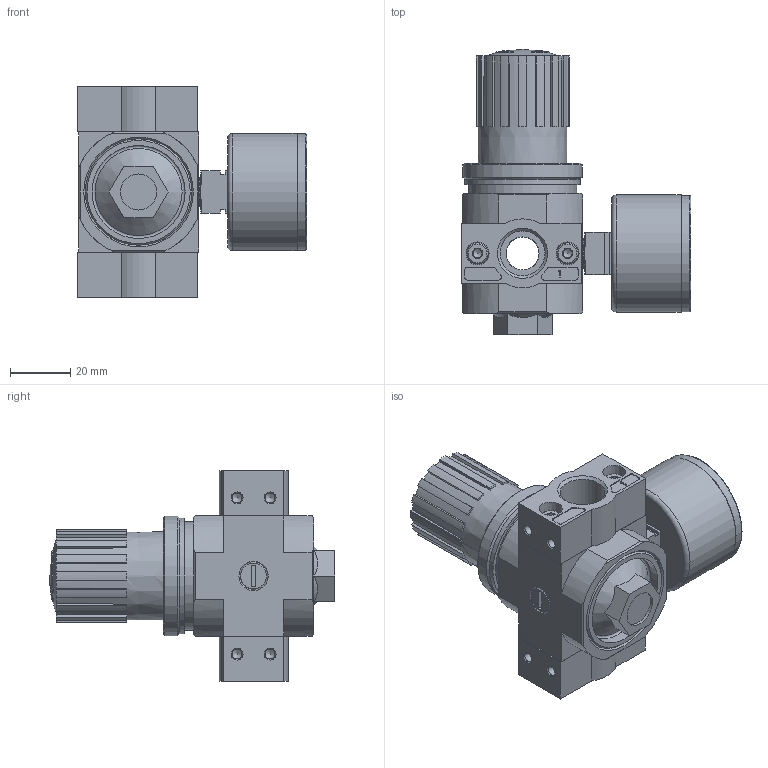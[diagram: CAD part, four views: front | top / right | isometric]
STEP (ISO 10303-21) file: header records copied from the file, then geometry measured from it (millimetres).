
FILE_DESCRIPTION(/* description */ ('STEP AP214'),/* implementation_level */ '2;1');
FILE_NAME(/* name */ '192303_LR-3_8-D-7-I-MINI',/* time_stamp */ '2024-09-04T21:24:32+02:00',/* author */ ('License CC BY-ND 4.0'),/* organization */ ('CADENAS'),/* preprocessor_version */ 'ST-DEVELOPER v19.3',/* originating_system */ 'PARTsolutions',/* authorisation */ ' ');
FILE_SCHEMA (('AUTOMOTIVE_DESIGN {1 0 10303 214 3 1 1}'));
Length unit declared in the file: millimetre
Products named in the file (8): 192303 LR-3/8-D-7-I-MINI-(0); 395466 LR-...-D-7-I-MINI--(0); 398011 LRVS-D-MINI; 380295 PBL-3/8-D-MINI-R---(0) p1; DIN-912 - M4x16(F); 380293 PBL-3/8-D-MINI-L---(1) p1; 8003636 PAGN-40-10-G18; 373845 LR-MINI
Assembly tree (10 placements, depth 2):
  192303 LR-3/8-D-7-I-MINI-(0)
    395466 LR-...-D-7-I-MINI--(0)
    398011 LRVS-D-MINI
    380295 PBL-3/8-D-MINI-R---(0) p1
    DIN-912 - M4x16(F)  x4
    380293 PBL-3/8-D-MINI-L---(1) p1
    8003636 PAGN-40-10-G18
    373845 LR-MINI
Bounding box: 76.4 x 95 x 70 mm (x, y, z)
Volume: 144185.6 mm3; surface area: 38293.5 mm2
Topology: 10 solids, 10 shells, 472 faces, 1108 edges, 695 vertices
Faces by surface type: plane 267, cylinder 106, cone 86, torus 8, sphere 5
Full cylindrical faces by diameter (mm): 3.242 x8, 4 x4, 4.3 x1, 6.2 x1, 6.9 x1, 7 x4, 8.2 x1, 8.4 x1, 8.566 x2, 9.728 x2, 11 x2, 11.4 x1, 12 x1, 12.2 x2, 14.95 x2, 15.7 x1, 15.8 x1, 24.9 x1, 26.9 x1, 31 x1, 33.9 x1, 34.376 x1, 36 x1, 38.5 x1, 38.7 x1, 39 x1, 39.8 x1
Entity records: 12518 total; most frequent: CARTESIAN_POINT 2032, DIRECTION 1962, ORIENTED_EDGE 1678, EDGE_CURVE 839, AXIS2_PLACEMENT_3D 770, VERTEX_POINT 606, FACE_BOUND 549, EDGE_LOOP 540
